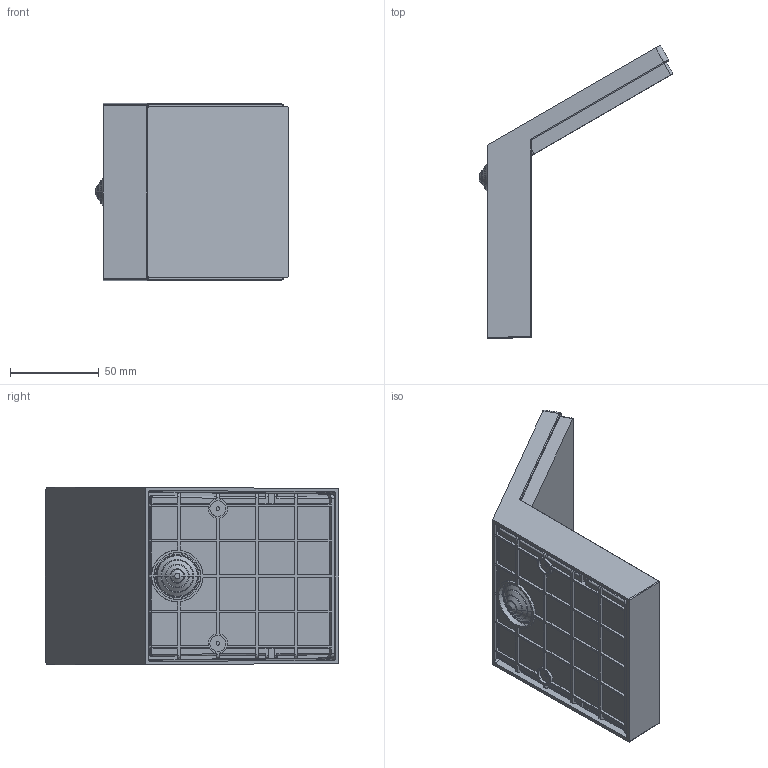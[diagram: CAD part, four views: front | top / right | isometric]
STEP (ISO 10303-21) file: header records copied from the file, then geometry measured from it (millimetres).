
FILE_DESCRIPTION((''),'2;1');
FILE_NAME('19201','2021-06-30T',('Administrator'),(''),'PRO/ENGINEER BY PARAMETRIC TECHNOLOGY CORPORATION, 2013230','PRO/ENGINEER BY PARAMETRIC TECHNOLOGY CORPORATION, 2013230','');
FILE_SCHEMA(('CONFIG_CONTROL_DESIGN'));
Length unit declared in the file: inch
Products named in the file (1): 19201
Bounding box: 109.29 x 165.52 x 100.17 mm (x, y, z)
Volume: 421592.6 mm3; surface area: 68890.5 mm2
Topology: 1 solids, 2 shells, 358 faces, 951 edges, 620 vertices
Faces by surface type: plane 232, cylinder 84, cone 24, extrusion 6, bspline 6, sphere 4, torus 2
Entity records: 11712 total; most frequent: CARTESIAN_POINT 3020, ORIENTED_EDGE 1894, DIRECTION 1605, EDGE_CURVE 947, VECTOR 681, LINE 675, VERTEX_POINT 620, AXIS2_PLACEMENT_3D 462
